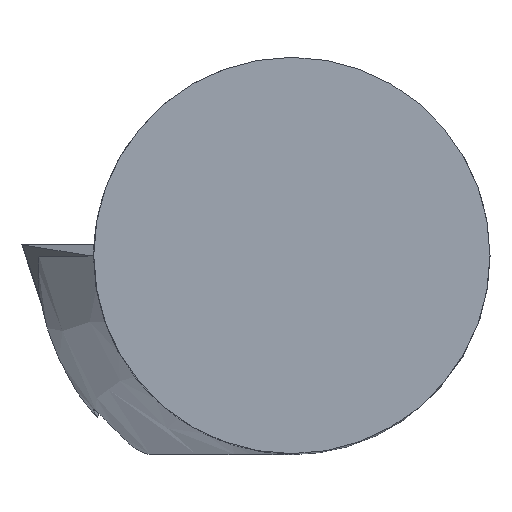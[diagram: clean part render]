
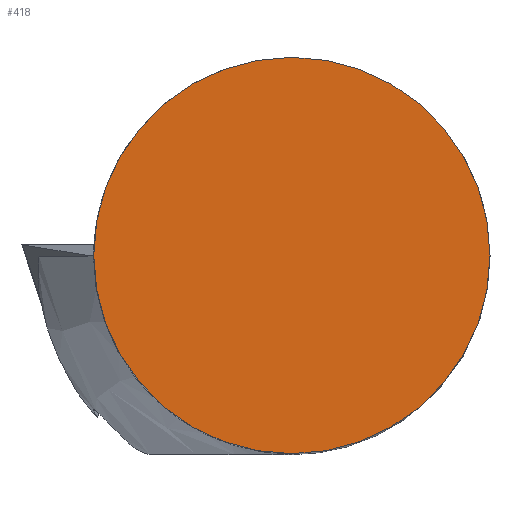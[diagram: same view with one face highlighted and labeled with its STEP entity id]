
A CAD part, top view. The second image highlights one B-rep face of the part: STEP entity #418.
In plain terms, the highlighted planar face has unit normal (0, 0, 1).
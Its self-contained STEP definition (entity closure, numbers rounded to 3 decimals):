
#234=EDGE_CURVE('240[2]',#597,#597,#598,.T.);
#418=ADVANCED_FACE('240[2]',(#833),#834,.T.);
#597=VERTEX_POINT('',#1064);
#598=CIRCLE('',#1065,8.0);
#833=FACE_OUTER_BOUND('',#1525,.T.);
#834=PLANE('',#1526);
#1064=CARTESIAN_POINT('',(8.0,0.,0.0));
#1065=AXIS2_PLACEMENT_3D('',#1805,#1806,#1807);
#1525=EDGE_LOOP('',(#2056));
#1526=AXIS2_PLACEMENT_3D('',#2057,#2058,#2059);
#1805=CARTESIAN_POINT('',(0.,0.,0.0));
#1806=DIRECTION('',(0.,0.,-1.0));
#1807=DIRECTION('',(-1.0,0.,0.));
#2056=ORIENTED_EDGE('',*,*,#234,.F.);
#2057=CARTESIAN_POINT('',(0.,0.,0.0));
#2058=DIRECTION('',(0.,0.,1.0));
#2059=DIRECTION('',(-1.0,0.,0.0));
